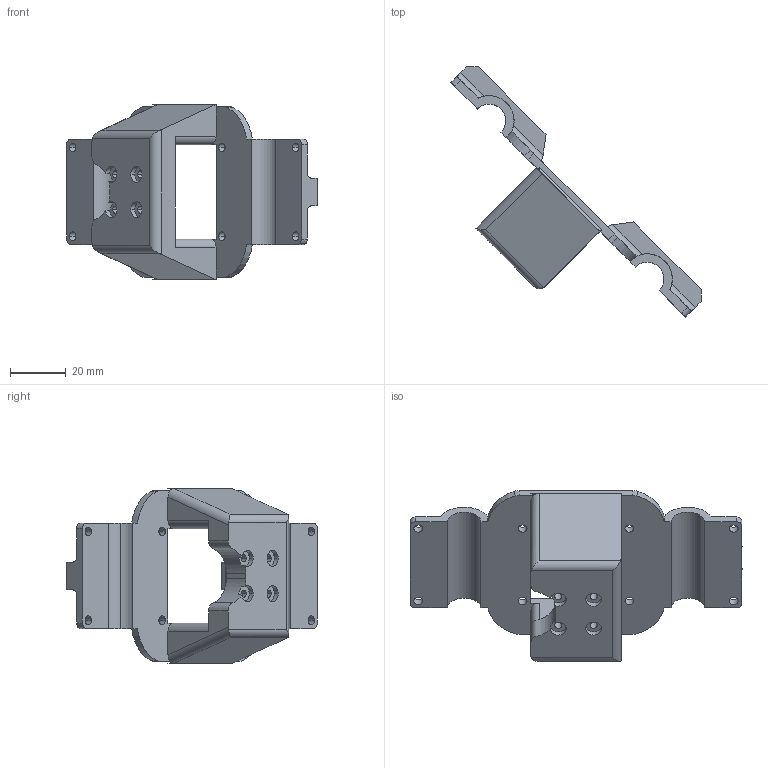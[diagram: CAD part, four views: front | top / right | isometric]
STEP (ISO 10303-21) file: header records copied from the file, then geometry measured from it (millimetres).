
FILE_DESCRIPTION (( 'STEP AP203' ), '1' );
FILE_NAME ('µç»ú¹Ì¶¨.STEP', '2026-01-22T13:51:48', ( '' ), ( '' ), 'SwSTEP 2.0', 'SolidWorks 2025', '' );
FILE_SCHEMA (( 'CONFIG_CONTROL_DESIGN' ));
Length unit declared in the file: millimetre
Products named in the file (1): 电机固定
Bounding box: 90.05 x 90.05 x 63 mm (x, y, z)
Volume: 47983.8 mm3; surface area: 19756.7 mm2
Topology: 3 solids, 3 shells, 130 faces, 375 edges, 250 vertices
Faces by surface type: cylinder 77, plane 49, bspline 4
Entity records: 4842 total; most frequent: CARTESIAN_POINT 1246, ORIENTED_EDGE 750, DIRECTION 737, EDGE_CURVE 375, AXIS2_PLACEMENT_3D 269, VERTEX_POINT 250, VECTOR 199, LINE 199
